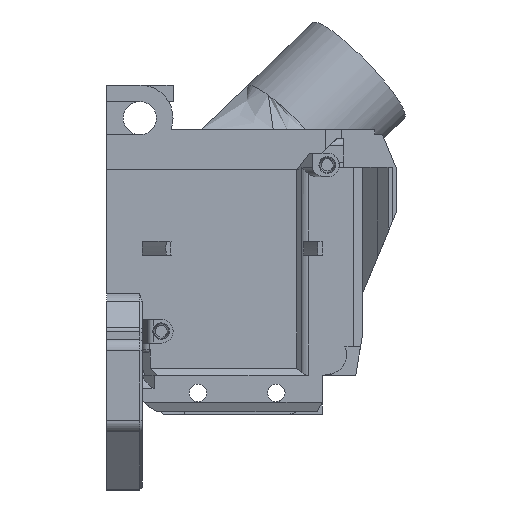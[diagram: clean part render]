
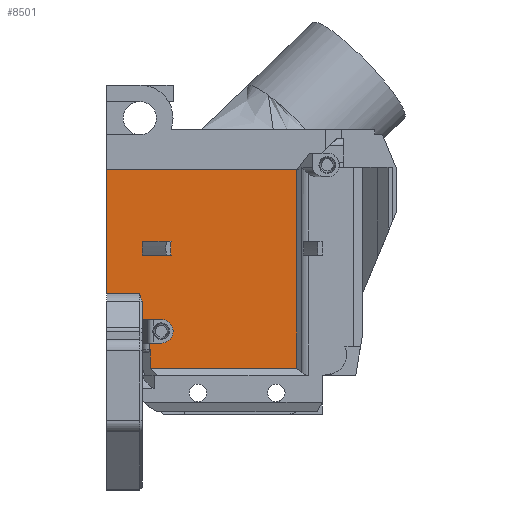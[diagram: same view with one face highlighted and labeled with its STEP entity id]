
A CAD part, left-side view. The second image highlights one B-rep face of the part: STEP entity #8501.
In plain terms, the highlighted planar face has unit normal (-1, 0, 0).
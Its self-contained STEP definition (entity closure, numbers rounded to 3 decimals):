
#22=(
BOUNDED_CURVE()
B_SPLINE_CURVE(2,(#16308,#16309,#16310),.UNSPECIFIED.,.F.,.F.)
B_SPLINE_CURVE_WITH_KNOTS((3,3),(0.175,0.349),
 .UNSPECIFIED.)
CURVE()
GEOMETRIC_REPRESENTATION_ITEM()
RATIONAL_B_SPLINE_CURVE((1.,1.049,1.))
REPRESENTATION_ITEM('')
);
#105=FACE_BOUND('',#1299,.T.);
#343=PLANE('',#9229);
#823=FACE_OUTER_BOUND('',#1298,.T.);
#1298=EDGE_LOOP('',(#7602,#7603,#7604,#7605,#7606,#7607,#7608,#7609,#7610,
#7611,#7612,#7613,#7614,#7615,#7616));
#1299=EDGE_LOOP('',(#7617,#7618,#7619,#7620));
#1575=CIRCLE('',#9080,2.5);
#1576=CIRCLE('',#9083,15.5);
#1577=CIRCLE('',#9086,21.5);
#2326=LINE('',#16270,#3146);
#2329=LINE('',#16274,#3149);
#2331=LINE('',#16287,#3151);
#2336=LINE('',#16294,#3156);
#2338=LINE('',#16316,#3158);
#2340=LINE('',#16320,#3160);
#2341=LINE('',#16323,#3161);
#2342=LINE('',#16326,#3162);
#2343=LINE('',#16330,#3163);
#2345=LINE('',#16337,#3165);
#2348=LINE('',#16348,#3168);
#2354=LINE('',#16376,#3174);
#2498=LINE('',#16820,#3318);
#2499=LINE('',#16823,#3319);
#2500=LINE('',#16824,#3320);
#3146=VECTOR('',#10845,10.);
#3149=VECTOR('',#10850,10.);
#3151=VECTOR('',#10856,10.);
#3156=VECTOR('',#10863,10.);
#3158=VECTOR('',#10883,10.);
#3160=VECTOR('',#10887,10.);
#3161=VECTOR('',#10892,10.);
#3162=VECTOR('',#10895,1.8);
#3163=VECTOR('',#10900,10.);
#3165=VECTOR('',#10908,10.);
#3168=VECTOR('',#10917,10.);
#3174=VECTOR('',#10949,10.);
#3318=VECTOR('',#11355,10.);
#3319=VECTOR('',#11358,10.);
#3320=VECTOR('',#11359,10.);
#3763=VERTEX_POINT('',#15356);
#3766=VERTEX_POINT('',#15372);
#4015=VERTEX_POINT('',#16267);
#4016=VERTEX_POINT('',#16269);
#4018=VERTEX_POINT('',#16277);
#4020=VERTEX_POINT('',#16293);
#4026=VERTEX_POINT('',#16307);
#4027=VERTEX_POINT('',#16313);
#4028=VERTEX_POINT('',#16315);
#4029=VERTEX_POINT('',#16319);
#4030=VERTEX_POINT('',#16325);
#4031=VERTEX_POINT('',#16329);
#4032=VERTEX_POINT('',#16335);
#4033=VERTEX_POINT('',#16336);
#4034=VERTEX_POINT('',#16343);
#4035=VERTEX_POINT('',#16347);
#4041=VERTEX_POINT('',#16375);
#4154=VERTEX_POINT('',#16818);
#4155=VERTEX_POINT('',#16822);
#5106=EDGE_CURVE('',#4016,#4015,#2326,.T.);
#5109=EDGE_CURVE('',#3766,#4016,#2329,.T.);
#5113=EDGE_CURVE('',#3766,#4018,#2331,.T.);
#5118=EDGE_CURVE('',#4018,#4020,#2336,.T.);
#5125=EDGE_CURVE('',#4020,#4026,#22,.F.);
#5128=EDGE_CURVE('',#4027,#4028,#2338,.T.);
#5130=EDGE_CURVE('',#4028,#4029,#2340,.T.);
#5132=EDGE_CURVE('',#4029,#3763,#2341,.T.);
#5133=EDGE_CURVE('',#3763,#4030,#2342,.T.);
#5135=EDGE_CURVE('',#4031,#4030,#2343,.T.);
#5137=EDGE_CURVE('',#4015,#4031,#1575,.T.);
#5138=EDGE_CURVE('',#4032,#4033,#2345,.T.);
#5141=EDGE_CURVE('',#4034,#4032,#1576,.T.);
#5143=EDGE_CURVE('',#4035,#4034,#2348,.T.);
#5145=EDGE_CURVE('',#4033,#4035,#1577,.T.);
#5156=EDGE_CURVE('',#4026,#4041,#2354,.T.);
#5358=EDGE_CURVE('',#4027,#4154,#2498,.T.);
#5359=EDGE_CURVE('',#4155,#4154,#2499,.T.);
#5360=EDGE_CURVE('',#4041,#4155,#2500,.T.);
#7602=ORIENTED_EDGE('',*,*,#5137,.T.);
#7603=ORIENTED_EDGE('',*,*,#5135,.T.);
#7604=ORIENTED_EDGE('',*,*,#5133,.F.);
#7605=ORIENTED_EDGE('',*,*,#5132,.F.);
#7606=ORIENTED_EDGE('',*,*,#5130,.F.);
#7607=ORIENTED_EDGE('',*,*,#5128,.F.);
#7608=ORIENTED_EDGE('',*,*,#5358,.T.);
#7609=ORIENTED_EDGE('',*,*,#5359,.F.);
#7610=ORIENTED_EDGE('',*,*,#5360,.F.);
#7611=ORIENTED_EDGE('',*,*,#5156,.F.);
#7612=ORIENTED_EDGE('',*,*,#5125,.F.);
#7613=ORIENTED_EDGE('',*,*,#5118,.F.);
#7614=ORIENTED_EDGE('',*,*,#5113,.F.);
#7615=ORIENTED_EDGE('',*,*,#5109,.T.);
#7616=ORIENTED_EDGE('',*,*,#5106,.T.);
#7617=ORIENTED_EDGE('',*,*,#5145,.T.);
#7618=ORIENTED_EDGE('',*,*,#5143,.T.);
#7619=ORIENTED_EDGE('',*,*,#5141,.T.);
#7620=ORIENTED_EDGE('',*,*,#5138,.T.);
#8501=ADVANCED_FACE('',(#823,#105),#343,.T.);
#9080=AXIS2_PLACEMENT_3D('',#16333,#10904,#10905);
#9083=AXIS2_PLACEMENT_3D('',#16344,#10912,#10913);
#9086=AXIS2_PLACEMENT_3D('',#16353,#10920,#10921);
#9229=AXIS2_PLACEMENT_3D('',#16821,#11356,#11357);
#10845=DIRECTION('',(0.,-1.,0.));
#10850=DIRECTION('',(0.,0.,1.));
#10856=DIRECTION('',(0.,1.,0.));
#10863=DIRECTION('',(0.,0.,1.));
#10883=DIRECTION('',(0.,1.,0.));
#10887=DIRECTION('',(0.,0.,1.));
#10892=DIRECTION('',(0.,1.,0.));
#10895=DIRECTION('',(0.,0.,1.));
#10900=DIRECTION('',(0.,1.,0.));
#10904=DIRECTION('center_axis',(1.,0.,0.));
#10905=DIRECTION('ref_axis',(0.,-1.,0.));
#10908=DIRECTION('',(0.,1.,0.));
#10912=DIRECTION('center_axis',(-1.,0.,0.));
#10913=DIRECTION('ref_axis',(0.,-1.,0.));
#10917=DIRECTION('',(0.,-1.,0.));
#10920=DIRECTION('center_axis',(1.,0.,0.));
#10921=DIRECTION('ref_axis',(0.,1.,0.));
#10949=DIRECTION('',(0.,1.,0.));
#11355=DIRECTION('',(0.,0.,1.));
#11356=DIRECTION('center_axis',(-1.,0.,0.));
#11357=DIRECTION('ref_axis',(0.,-1.,0.));
#11358=DIRECTION('',(0.,-1.,0.));
#11359=DIRECTION('',(0.,0.,1.));
#15356=CARTESIAN_POINT('',(-22.,18.388,23.673));
#15372=CARTESIAN_POINT('',(-22.,19.9,25.813));
#16267=CARTESIAN_POINT('',(-22.,15.751,30.111));
#16269=CARTESIAN_POINT('',(-22.,19.9,30.111));
#16270=CARTESIAN_POINT('',(-22.,-1.968,30.111));
#16274=CARTESIAN_POINT('',(-22.,19.9,45.576));
#16277=CARTESIAN_POINT('',(-22.,20.,25.813));
#16287=CARTESIAN_POINT('',(-22.,25.,25.813));
#16293=CARTESIAN_POINT('',(-22.,20.,33.82));
#16294=CARTESIAN_POINT('',(-22.,20.,46.556));
#16307=CARTESIAN_POINT('',(-22.,20.5,35.478));
#16308=CARTESIAN_POINT('Ctrl Pts',(-22.,20.5,35.478));
#16309=CARTESIAN_POINT('Ctrl Pts',(-22.,20.5,34.724));
#16310=CARTESIAN_POINT('Ctrl Pts',(-22.,20.,33.82));
#16313=CARTESIAN_POINT('',(-22.,-12.603,19.834));
#16315=CARTESIAN_POINT('',(-22.,18.3,19.834));
#16316=CARTESIAN_POINT('',(-22.,-11.216,19.834));
#16319=CARTESIAN_POINT('',(-22.,18.3,23.673));
#16320=CARTESIAN_POINT('',(-22.,18.3,45.192));
#16323=CARTESIAN_POINT('',(-22.,0.25,23.673));
#16325=CARTESIAN_POINT('',(-22.,18.388,25.123));
#16326=CARTESIAN_POINT('',(-22.,18.388,24.383));
#16329=CARTESIAN_POINT('',(-22.,16.,25.123));
#16330=CARTESIAN_POINT('',(-22.,3.5,25.123));
#16333=CARTESIAN_POINT('Origin',(-22.,16.,27.623));
#16335=CARTESIAN_POINT('',(-22.,13.927,43.623));
#16336=CARTESIAN_POINT('',(-22.,19.948,43.623));
#16337=CARTESIAN_POINT('',(-22.,1.214,43.623));
#16343=CARTESIAN_POINT('',(-22.,13.927,46.623));
#16344=CARTESIAN_POINT('Origin',(-22.,-1.5,45.123));
#16347=CARTESIAN_POINT('',(-22.,19.948,46.623));
#16348=CARTESIAN_POINT('',(-22.,1.716,46.623));
#16353=CARTESIAN_POINT('Origin',(-22.,-1.5,45.123));
#16375=CARTESIAN_POINT('',(-22.,27.5,35.478));
#16376=CARTESIAN_POINT('',(-22.,20.,35.478));
#16818=CARTESIAN_POINT('',(-22.,-12.603,61.723));
#16820=CARTESIAN_POINT('',(-22.,-12.603,35.992));
#16821=CARTESIAN_POINT('Origin',(-22.,-11.5,41.529));
#16822=CARTESIAN_POINT('',(-22.,27.5,61.723));
#16823=CARTESIAN_POINT('',(-22.,4.25,61.723));
#16824=CARTESIAN_POINT('',(-22.,27.5,25.813));
